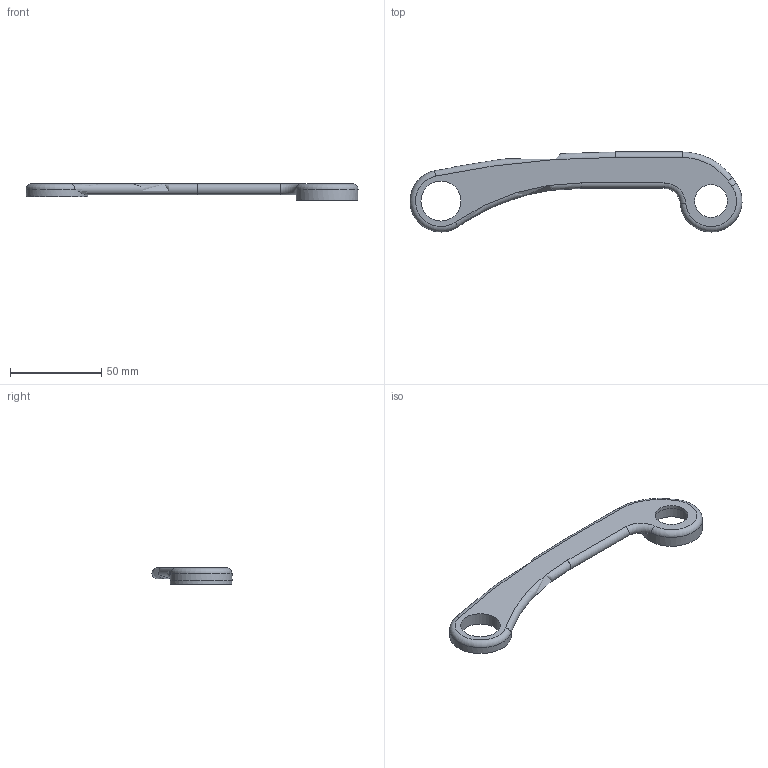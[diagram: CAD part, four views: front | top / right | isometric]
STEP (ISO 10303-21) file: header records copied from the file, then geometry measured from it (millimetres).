
FILE_DESCRIPTION(/* description */ (''),/* implementation_level */ '2;1');
FILE_NAME(/* name */ 'Arm - parallel linkage v1.step',/* time_stamp */ '2022-05-20T11:01:55-04:00',/* author */ (''),/* organization */ (''),/* preprocessor_version */ 'ST-DEVELOPER v18.1',/* originating_system */ 'Autodesk Translation Framework v10.14.0.1471',/* authorisation */ '');
FILE_SCHEMA (('AUTOMOTIVE_DESIGN { 1 0 10303 214 3 1 1 }'));
Length unit declared in the file: millimetre
Products named in the file (1): Arm - parallel linkage
Bounding box: 182.38 x 43.97 x 9 mm (x, y, z)
Volume: 24190 mm3; surface area: 11131 mm2
Topology: 1 solids, 1 shells, 19 faces, 46 edges, 30 vertices
Faces by surface type: cylinder 8, torus 6, plane 5
Full cylindrical faces by diameter (mm): 18 x1, 22 x2, 34 x2
Entity records: 649 total; most frequent: CARTESIAN_POINT 131, DIRECTION 114, ORIENTED_EDGE 94, AXIS2_PLACEMENT_3D 52, EDGE_CURVE 47, CIRCLE 32, VERTEX_POINT 31, EDGE_LOOP 24
